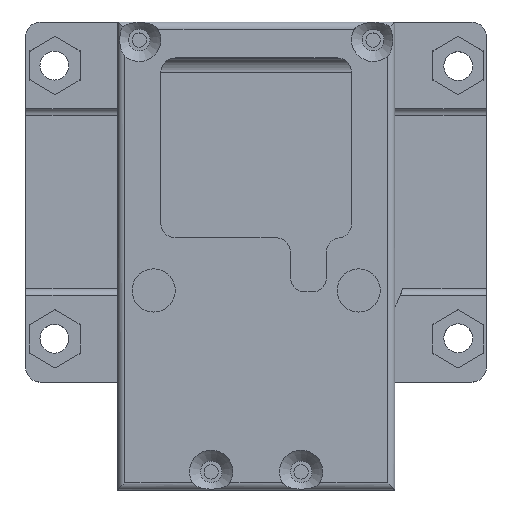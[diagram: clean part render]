
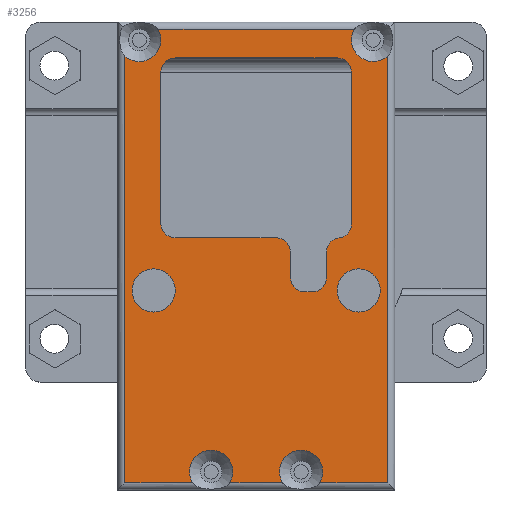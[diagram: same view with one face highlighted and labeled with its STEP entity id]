
A CAD part, top view. The second image highlights one B-rep face of the part: STEP entity #3256.
In plain terms, the highlighted planar face has unit normal (0, 0, 1).
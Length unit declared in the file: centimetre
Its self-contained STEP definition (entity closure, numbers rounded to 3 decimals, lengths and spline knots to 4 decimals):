
#21=FACE_BOUND($,#412,.T.);
#22=FACE_BOUND($,#413,.T.);
#23=FACE_BOUND($,#414,.T.);
#98=PLANE($,#3456);
#241=FACE_OUTER_BOUND($,#411,.T.);
#411=EDGE_LOOP($,(#2310,#2311,#2312,#2313,#2314,#2315,#2316,#2317,#2318,
#2319));
#412=EDGE_LOOP($,(#2320));
#413=EDGE_LOOP($,(#2321));
#414=EDGE_LOOP($,(#2322,#2323,#2324,#2325,#2326,#2327,#2328,#2329,#2330,
#2331,#2332,#2333,#2334,#2335,#2336));
#630=LINE($,#4608,#1012);
#635=LINE($,#4623,#1017);
#639=LINE($,#4635,#1021);
#644=LINE($,#4647,#1026);
#645=LINE($,#4691,#1027);
#647=LINE($,#4742,#1029);
#648=LINE($,#4744,#1030);
#649=LINE($,#4746,#1031);
#650=LINE($,#4750,#1032);
#651=LINE($,#4753,#1033);
#652=LINE($,#4761,#1034);
#653=LINE($,#4765,#1035);
#654=LINE($,#4769,#1036);
#1012=VECTOR($,#3702,1.4025);
#1017=VECTOR($,#3715,2.1035);
#1021=VECTOR($,#3727,2.25);
#1026=VECTOR($,#3740,2.1);
#1027=VECTOR($,#3749,5.9264);
#1029=VECTOR($,#3767,2.7304);
#1030=VECTOR($,#3768,5.9264);
#1031=VECTOR($,#3769,0.9402);
#1032=VECTOR($,#3772,0.7304);
#1033=VECTOR($,#3775,0.9402);
#1034=VECTOR($,#3782,0.3511);
#1035=VECTOR($,#3785,0.1);
#1036=VECTOR($,#3788,0.3511);
#1392=CIRCLE($,#3430,0.2);
#1395=CIRCLE($,#3435,0.2);
#1397=CIRCLE($,#3439,0.2);
#1399=CIRCLE($,#3443,0.2);
#1401=CIRCLE($,#3447,0.3);
#1404=CIRCLE($,#3455,0.3);
#1405=CIRCLE($,#3457,0.3);
#1406=CIRCLE($,#3458,0.3);
#1407=CIRCLE($,#3459,0.3);
#1408=CIRCLE($,#3460,0.3);
#1409=CIRCLE($,#3461,0.2);
#1410=CIRCLE($,#3462,0.2);
#1411=CIRCLE($,#3463,0.2);
#1412=CIRCLE($,#3464,0.2);
#1469=VERTEX_POINT($,#4598);
#1470=VERTEX_POINT($,#4599);
#1473=VERTEX_POINT($,#4607);
#1477=VERTEX_POINT($,#4616);
#1478=VERTEX_POINT($,#4618);
#1479=VERTEX_POINT($,#4622);
#1482=VERTEX_POINT($,#4630);
#1483=VERTEX_POINT($,#4634);
#1486=VERTEX_POINT($,#4642);
#1489=VERTEX_POINT($,#4652);
#1490=VERTEX_POINT($,#4673);
#1491=VERTEX_POINT($,#4690);
#1497=VERTEX_POINT($,#4704);
#1498=VERTEX_POINT($,#4719);
#1499=VERTEX_POINT($,#4743);
#1500=VERTEX_POINT($,#4745);
#1501=VERTEX_POINT($,#4747);
#1502=VERTEX_POINT($,#4749);
#1503=VERTEX_POINT($,#4751);
#1504=VERTEX_POINT($,#4754);
#1505=VERTEX_POINT($,#4756);
#1506=VERTEX_POINT($,#4758);
#1507=VERTEX_POINT($,#4760);
#1508=VERTEX_POINT($,#4762);
#1509=VERTEX_POINT($,#4764);
#1510=VERTEX_POINT($,#4766);
#1511=VERTEX_POINT($,#4768);
#1793=EDGE_CURVE($,#1469,#1470,#1392,.T.);
#1797=EDGE_CURVE($,#1473,#1470,#630,.F.);
#1802=EDGE_CURVE($,#1477,#1478,#1395,.T.);
#1804=EDGE_CURVE($,#1479,#1478,#635,.T.);
#1808=EDGE_CURVE($,#1479,#1482,#1397,.T.);
#1810=EDGE_CURVE($,#1482,#1483,#639,.T.);
#1814=EDGE_CURVE($,#1483,#1486,#1399,.T.);
#1817=EDGE_CURVE($,#1469,#1486,#644,.T.);
#1820=EDGE_CURVE($,#1489,#1490,#1401,.T.);
#1822=EDGE_CURVE($,#1490,#1491,#645,.T.);
#1829=EDGE_CURVE($,#1497,#1498,#1404,.T.);
#1831=EDGE_CURVE($,#1498,#1489,#647,.T.);
#1832=EDGE_CURVE($,#1499,#1497,#648,.T.);
#1833=EDGE_CURVE($,#1500,#1499,#649,.T.);
#1834=EDGE_CURVE($,#1501,#1500,#1405,.T.);
#1835=EDGE_CURVE($,#1502,#1501,#650,.T.);
#1836=EDGE_CURVE($,#1503,#1502,#1406,.T.);
#1837=EDGE_CURVE($,#1491,#1503,#651,.T.);
#1838=EDGE_CURVE($,#1504,#1504,#1407,.T.);
#1839=EDGE_CURVE($,#1505,#1505,#1408,.T.);
#1840=EDGE_CURVE($,#1506,#1477,#1409,.T.);
#1841=EDGE_CURVE($,#1506,#1507,#652,.T.);
#1842=EDGE_CURVE($,#1508,#1507,#1410,.T.);
#1843=EDGE_CURVE($,#1508,#1509,#653,.T.);
#1844=EDGE_CURVE($,#1510,#1509,#1411,.T.);
#1845=EDGE_CURVE($,#1510,#1511,#654,.T.);
#1846=EDGE_CURVE($,#1473,#1511,#1412,.T.);
#2310=ORIENTED_EDGE($,*,*,#1820,.F.);
#2311=ORIENTED_EDGE($,*,*,#1831,.F.);
#2312=ORIENTED_EDGE($,*,*,#1829,.F.);
#2313=ORIENTED_EDGE($,*,*,#1832,.F.);
#2314=ORIENTED_EDGE($,*,*,#1833,.F.);
#2315=ORIENTED_EDGE($,*,*,#1834,.F.);
#2316=ORIENTED_EDGE($,*,*,#1835,.F.);
#2317=ORIENTED_EDGE($,*,*,#1836,.F.);
#2318=ORIENTED_EDGE($,*,*,#1837,.F.);
#2319=ORIENTED_EDGE($,*,*,#1822,.F.);
#2320=ORIENTED_EDGE($,*,*,#1838,.T.);
#2321=ORIENTED_EDGE($,*,*,#1839,.T.);
#2322=ORIENTED_EDGE($,*,*,#1840,.F.);
#2323=ORIENTED_EDGE($,*,*,#1841,.T.);
#2324=ORIENTED_EDGE($,*,*,#1842,.F.);
#2325=ORIENTED_EDGE($,*,*,#1843,.T.);
#2326=ORIENTED_EDGE($,*,*,#1844,.F.);
#2327=ORIENTED_EDGE($,*,*,#1845,.T.);
#2328=ORIENTED_EDGE($,*,*,#1846,.F.);
#2329=ORIENTED_EDGE($,*,*,#1797,.T.);
#2330=ORIENTED_EDGE($,*,*,#1793,.F.);
#2331=ORIENTED_EDGE($,*,*,#1817,.T.);
#2332=ORIENTED_EDGE($,*,*,#1814,.F.);
#2333=ORIENTED_EDGE($,*,*,#1810,.F.);
#2334=ORIENTED_EDGE($,*,*,#1808,.F.);
#2335=ORIENTED_EDGE($,*,*,#1804,.T.);
#2336=ORIENTED_EDGE($,*,*,#1802,.F.);
#3256=ADVANCED_FACE($,(#241,#21,#22,#23),#98,.F.);
#3430=AXIS2_PLACEMENT_3D($,#4600,#3694,#3695);
#3435=AXIS2_PLACEMENT_3D($,#4619,#3710,#3711);
#3439=AXIS2_PLACEMENT_3D($,#4631,#3722,#3723);
#3443=AXIS2_PLACEMENT_3D($,#4643,#3734,#3735);
#3447=AXIS2_PLACEMENT_3D($,#4674,#3745,#3746);
#3455=AXIS2_PLACEMENT_3D($,#4720,#3763,#3764);
#3456=AXIS2_PLACEMENT_3D($,#4741,#3765,#3766);
#3457=AXIS2_PLACEMENT_3D($,#4748,#3770,#3771);
#3458=AXIS2_PLACEMENT_3D($,#4752,#3773,#3774);
#3459=AXIS2_PLACEMENT_3D($,#4755,#3776,#3777);
#3460=AXIS2_PLACEMENT_3D($,#4757,#3778,#3779);
#3461=AXIS2_PLACEMENT_3D($,#4759,#3780,#3781);
#3462=AXIS2_PLACEMENT_3D($,#4763,#3783,#3784);
#3463=AXIS2_PLACEMENT_3D($,#4767,#3786,#3787);
#3464=AXIS2_PLACEMENT_3D($,#4770,#3789,#3790);
#3694=DIRECTION('center_axis',(0.,0.,1.));
#3695=DIRECTION('ref_axis',(-0.707,-0.707,0.));
#3702=DIRECTION($,(1.,0.,0.));
#3710=DIRECTION('center_axis',(0.,0.,1.));
#3711=DIRECTION('ref_axis',(-1.,0.,0.));
#3715=DIRECTION($,(0.,-1.,0.));
#3722=DIRECTION('center_axis',(0.,0.,1.));
#3723=DIRECTION('ref_axis',(0.707,0.707,0.));
#3727=DIRECTION($,(-1.,0.,0.));
#3734=DIRECTION('center_axis',(0.,0.,1.));
#3735=DIRECTION('ref_axis',(-0.707,0.707,0.));
#3740=DIRECTION($,(0.,1.,0.));
#3745=DIRECTION('center_axis',(0.,0.,1.));
#3746=DIRECTION('ref_axis',(1.,0.,0.));
#3749=DIRECTION($,(0.,-1.,0.));
#3763=DIRECTION('center_axis',(0.,0.,1.));
#3764=DIRECTION('ref_axis',(1.,0.,0.));
#3765=DIRECTION('center_axis',(0.,0.,-1.));
#3766=DIRECTION('ref_axis',(1.,0.,0.));
#3767=DIRECTION($,(1.,0.,0.));
#3768=DIRECTION($,(0.,1.,0.));
#3769=DIRECTION($,(-1.,0.,0.));
#3770=DIRECTION('center_axis',(0.,0.,1.));
#3771=DIRECTION('ref_axis',(1.,0.,0.));
#3772=DIRECTION($,(-1.,0.,0.));
#3773=DIRECTION('center_axis',(0.,0.,1.));
#3774=DIRECTION('ref_axis',(1.,0.,0.));
#3775=DIRECTION($,(-1.,0.,0.));
#3776=DIRECTION('center_axis',(0.,0.,-1.));
#3777=DIRECTION('ref_axis',(1.,0.,0.));
#3778=DIRECTION('center_axis',(0.,0.,-1.));
#3779=DIRECTION('ref_axis',(1.,0.,0.));
#3780=DIRECTION('center_axis',(0.,0.,-1.));
#3781=DIRECTION('ref_axis',(-0.707,0.707,0.));
#3782=DIRECTION($,(0.,-1.,0.));
#3783=DIRECTION('center_axis',(0.,0.,1.));
#3784=DIRECTION('ref_axis',(0.707,-0.707,0.));
#3785=DIRECTION($,(-1.,0.,0.));
#3786=DIRECTION('center_axis',(0.,0.,1.));
#3787=DIRECTION('ref_axis',(-0.707,-0.707,0.));
#3788=DIRECTION($,(0.,1.,0.));
#3789=DIRECTION('center_axis',(0.,0.,-1.));
#3790=DIRECTION('ref_axis',(0.707,0.707,0.));
#4598=CARTESIAN_POINT('',(2.9671,8.1901,2.8));
#4599=CARTESIAN_POINT('',(3.1671,7.9901,2.8));
#4600=CARTESIAN_POINT('Origin',(3.1671,8.1901,2.8));
#4607=CARTESIAN_POINT('',(4.5696,7.9901,2.8));
#4608=CARTESIAN_POINT($,(3.2171,7.9901,2.8));
#4616=CARTESIAN_POINT('',(5.4433,7.9884,2.8));
#4618=CARTESIAN_POINT('',(5.6171,8.1867,2.8));
#4619=CARTESIAN_POINT('Origin',(5.4171,8.1867,2.8));
#4622=CARTESIAN_POINT('',(5.6171,10.2901,2.8));
#4623=CARTESIAN_POINT($,(5.6171,6.1151,2.8));
#4630=CARTESIAN_POINT('',(5.4171,10.4901,2.8));
#4631=CARTESIAN_POINT('Origin',(5.4171,10.2901,2.8));
#4634=CARTESIAN_POINT('',(3.1671,10.4901,2.8));
#4635=CARTESIAN_POINT($,(3.2171,10.4901,2.8));
#4642=CARTESIAN_POINT('',(2.9671,10.2901,2.8));
#4643=CARTESIAN_POINT('Origin',(3.1671,10.2901,2.8));
#4647=CARTESIAN_POINT($,(2.9671,9.3651,2.8));
#4652=CARTESIAN_POINT('',(5.6573,10.8901,2.8));
#4673=CARTESIAN_POINT('',(6.1171,10.5165,2.8));
#4674=CARTESIAN_POINT('Origin',(5.9171,10.7401,2.8));
#4690=CARTESIAN_POINT('',(6.1171,4.5901,2.8));
#4691=CARTESIAN_POINT($,(6.1171,7.7401,2.8));
#4704=CARTESIAN_POINT('',(2.4671,10.5165,2.8));
#4719=CARTESIAN_POINT('',(2.9269,10.8901,2.8));
#4720=CARTESIAN_POINT('Origin',(2.6671,10.7401,2.8));
#4741=CARTESIAN_POINT('Origin',(4.2171,7.7401,2.8));
#4742=CARTESIAN_POINT($,(4.3671,10.8901,2.8));
#4743=CARTESIAN_POINT('',(2.4671,4.5901,2.8));
#4744=CARTESIAN_POINT($,(2.4671,7.7401,2.8));
#4745=CARTESIAN_POINT('',(3.4073,4.5901,2.8));
#4746=CARTESIAN_POINT($,(4.2171,4.5901,2.8));
#4747=CARTESIAN_POINT('',(3.9269,4.5901,2.8));
#4748=CARTESIAN_POINT('Origin',(3.6671,4.7401,2.8));
#4749=CARTESIAN_POINT('',(4.6573,4.5901,2.8));
#4750=CARTESIAN_POINT($,(4.2171,4.5901,2.8));
#4751=CARTESIAN_POINT('',(5.1769,4.5901,2.8));
#4752=CARTESIAN_POINT('Origin',(4.9171,4.7401,2.8));
#4753=CARTESIAN_POINT($,(4.2171,4.5901,2.8));
#4754=CARTESIAN_POINT('',(5.4171,7.2597,2.8));
#4755=CARTESIAN_POINT('Origin',(5.7171,7.2597,2.8));
#4756=CARTESIAN_POINT('',(2.5671,7.2597,2.8));
#4757=CARTESIAN_POINT('Origin',(2.8671,7.2597,2.8));
#4758=CARTESIAN_POINT('',(5.2696,7.7901,2.8));
#4759=CARTESIAN_POINT('Origin',(5.4696,7.7901,2.8));
#4760=CARTESIAN_POINT('',(5.2696,7.439,2.8));
#4761=CARTESIAN_POINT($,(5.2696,7.9896,2.8));
#4762=CARTESIAN_POINT('',(5.0696,7.239,2.8));
#4763=CARTESIAN_POINT('Origin',(5.0696,7.439,2.8));
#4764=CARTESIAN_POINT('',(4.9696,7.239,2.8));
#4765=CARTESIAN_POINT($,(4.6183,7.239,2.8));
#4766=CARTESIAN_POINT('',(4.7696,7.439,2.8));
#4767=CARTESIAN_POINT('Origin',(4.9696,7.439,2.8));
#4768=CARTESIAN_POINT('',(4.7696,7.7901,2.8));
#4769=CARTESIAN_POINT($,(4.7696,7.9896,2.8));
#4770=CARTESIAN_POINT('Origin',(4.5696,7.7901,2.8));
